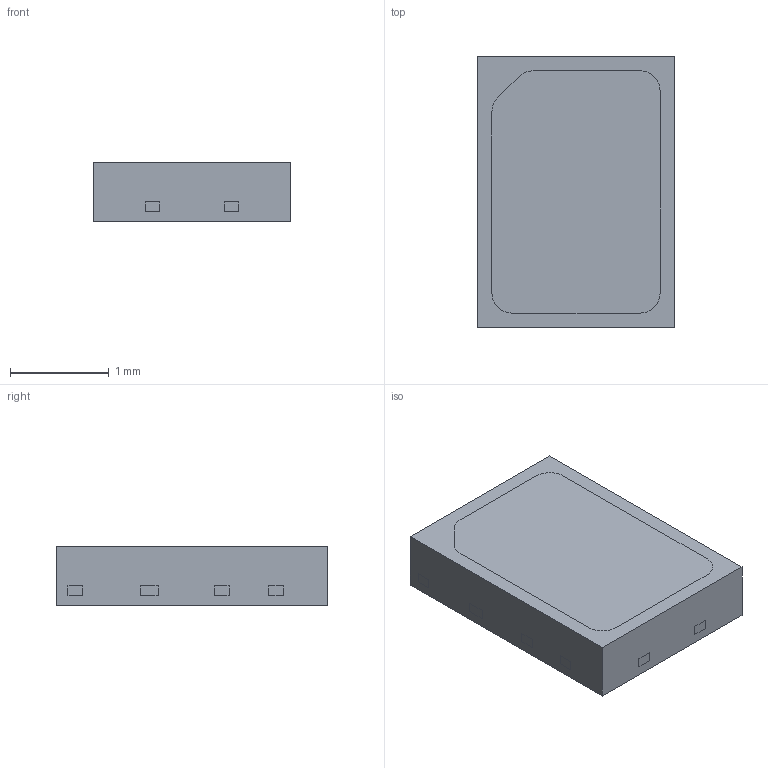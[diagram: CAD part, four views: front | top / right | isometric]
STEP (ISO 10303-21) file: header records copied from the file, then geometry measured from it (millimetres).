
FILE_DESCRIPTION (( 'STEP AP214' ), '1' );
FILE_NAME ('L1IG-0750100000000.STEP', '2023-01-23T16:51:08', ( '' ), ( '' ), 'SwSTEP 2.0', 'SolidWorks 2022', '' );
FILE_SCHEMA (( 'AUTOMOTIVE_DESIGN' ));
Length unit declared in the file: millimetre
Products named in the file (1): L1IG-0750100000000
Bounding box: 2 x 2.75 x 0.6 mm (x, y, z)
Volume: 3.3 mm3; surface area: 16.7 mm2
Topology: 1 solids, 1 shells, 21 faces, 86 edges, 82 vertices
Faces by surface type: plane 21
Entity records: 1052 total; most frequent: CARTESIAN_POINT 251, ORIENTED_EDGE 172, DIRECTION 117, EDGE_CURVE 86, VERTEX_POINT 82, LINE 73, VECTOR 73, EDGE_LOOP 36
